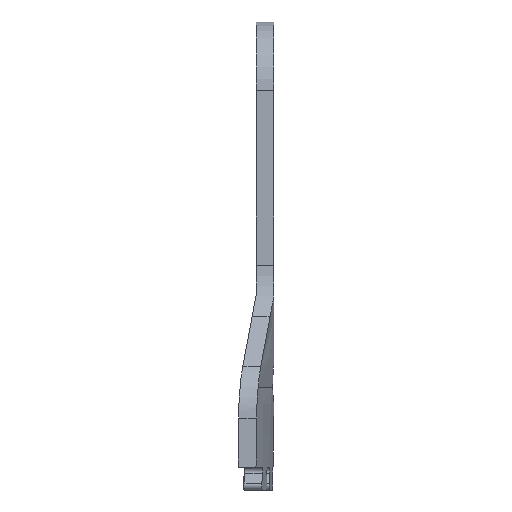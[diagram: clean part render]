
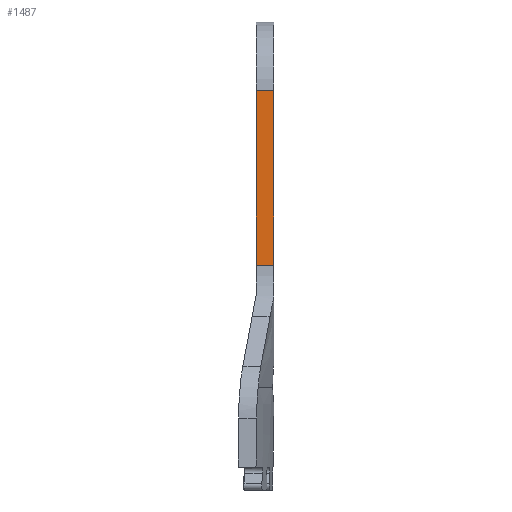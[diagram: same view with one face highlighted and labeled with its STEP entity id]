
A CAD part, left-side view. The second image highlights one B-rep face of the part: STEP entity #1487.
In plain terms, the highlighted planar face has unit normal (-1, 0, 0).
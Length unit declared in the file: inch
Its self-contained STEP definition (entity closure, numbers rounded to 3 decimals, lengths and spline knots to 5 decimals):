
#171=FACE_OUTER_BOUND('',#251,.T.);
#251=EDGE_LOOP('',(#1343,#1344,#1345,#1346));
#306=LINE('',#2950,#398);
#336=LINE('',#3460,#428);
#345=LINE('',#3498,#437);
#349=LINE('',#3508,#441);
#398=VECTOR('',#1774,0.3937);
#428=VECTOR('',#1878,0.3937);
#437=VECTOR('',#1911,0.3937);
#441=VECTOR('',#1923,0.3937);
#642=VERTEX_POINT('',#2947);
#643=VERTEX_POINT('',#2949);
#689=VERTEX_POINT('',#3458);
#693=VERTEX_POINT('',#3494);
#837=EDGE_CURVE('',#642,#643,#306,.T.);
#903=EDGE_CURVE('',#689,#642,#336,.T.);
#918=EDGE_CURVE('',#643,#693,#345,.T.);
#923=EDGE_CURVE('',#689,#693,#349,.T.);
#1343=ORIENTED_EDGE('',*,*,#903,.F.);
#1344=ORIENTED_EDGE('',*,*,#923,.T.);
#1345=ORIENTED_EDGE('',*,*,#918,.F.);
#1346=ORIENTED_EDGE('',*,*,#837,.F.);
#1411=PLANE('',#1617);
#1487=ADVANCED_FACE('',(#171),#1411,.T.);
#1617=AXIS2_PLACEMENT_3D('',#3507,#1921,#1922);
#1774=DIRECTION('',(0.,0.,1.));
#1878=DIRECTION('',(0.,1.,0.));
#1911=DIRECTION('',(0.,-1.,0.));
#1921=DIRECTION('center_axis',(-1.,0.,0.));
#1922=DIRECTION('ref_axis',(0.,-1.,0.));
#1923=DIRECTION('',(0.,0.,1.));
#2947=CARTESIAN_POINT('',(-2.,-0.0533,14.6736));
#2949=CARTESIAN_POINT('',(-2.,-0.0533,18.5));
#2950=CARTESIAN_POINT('',(-2.,-0.0533,14.));
#3458=CARTESIAN_POINT('',(-2.,-0.44703,14.6736));
#3460=CARTESIAN_POINT('',(-2.,0.13421,14.6736));
#3494=CARTESIAN_POINT('',(-2.,-0.44703,18.5));
#3498=CARTESIAN_POINT('',(-2.,-0.15173,18.5));
#3507=CARTESIAN_POINT('Origin',(-2.,-0.0533,14.));
#3508=CARTESIAN_POINT('',(-2.,-0.44703,14.));
